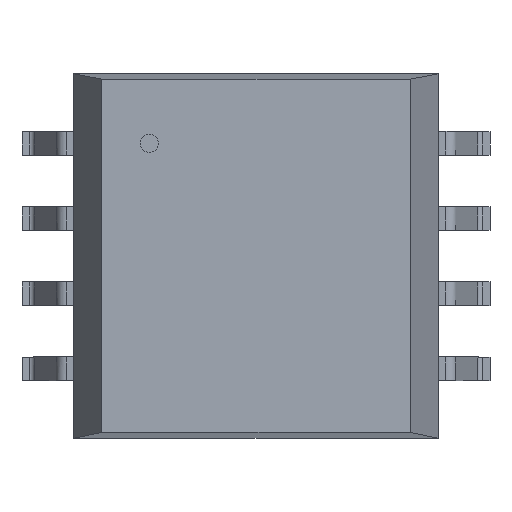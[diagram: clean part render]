
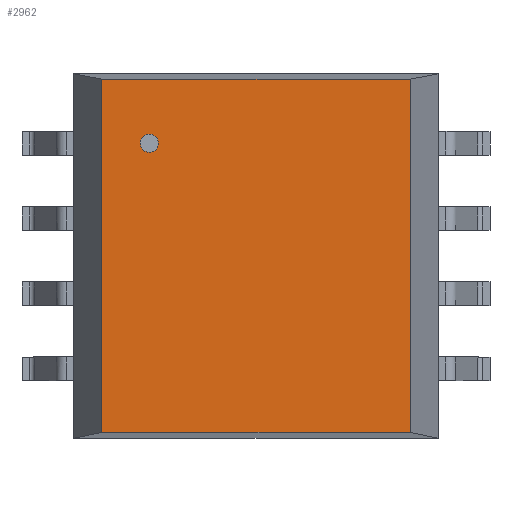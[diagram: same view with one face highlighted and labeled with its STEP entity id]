
A CAD part, top view. The second image highlights one B-rep face of the part: STEP entity #2962.
In plain terms, the highlighted planar face has unit normal (0, 0, 1).
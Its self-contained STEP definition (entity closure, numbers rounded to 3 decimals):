
#18 = CARTESIAN_POINT ( 'NONE',  ( 2.536, 8.725, 9.398 ) ) ;
#25 = EDGE_LOOP ( 'NONE', ( #274, #3796, #4120, #39 ) ) ;
#39 = ORIENTED_EDGE ( 'NONE', *, *, #4227, .F. ) ;
#274 = ORIENTED_EDGE ( 'NONE', *, *, #2753, .F. ) ;
#374 = CARTESIAN_POINT ( 'NONE',  ( 7.607, 8.725, 9.398 ) ) ;
#456 = AXIS2_PLACEMENT_3D ( 'NONE', #939, #3644, #1609 ) ;
#461 = B_SPLINE_CURVE_WITH_KNOTS ( 'NONE', 3,
 ( #2495, #2144, #2832, #805 ),
 .UNSPECIFIED., .F., .F.,
 ( 4, 4 ),
 ( 0., 1. ),
 .UNSPECIFIED. ) ;
#480 = CARTESIAN_POINT ( 'NONE',  ( 7.607, -8.725, 9.398 ) ) ;
#614 = CARTESIAN_POINT ( 'NONE',  ( -7.607, -2.908, 9.398 ) ) ;
#622 = CARTESIAN_POINT ( 'NONE',  ( -7.607, -8.725, 9.398 ) ) ;
#718 = CARTESIAN_POINT ( 'NONE',  ( 7.607, -2.908, 9.398 ) ) ;
#805 = CARTESIAN_POINT ( 'NONE',  ( -7.607, -8.725, 9.398 ) ) ;
#870 = B_SPLINE_CURVE_WITH_KNOTS ( 'NONE', 3,
 ( #374, #3728, #718, #3088 ),
 .UNSPECIFIED., .F., .F.,
 ( 4, 4 ),
 ( 0., 1. ),
 .UNSPECIFIED. ) ;
#939 = CARTESIAN_POINT ( 'NONE',  ( -7.607, -8.725, 9.398 ) ) ;
#965 = CARTESIAN_POINT ( 'NONE',  ( -7.607, 2.908, 9.398 ) ) ;
#1017 = EDGE_CURVE ( 'NONE', #4328, #2259, #461, .T. ) ;
#1265 = PLANE ( 'NONE',  #456 ) ;
#1357 = CARTESIAN_POINT ( 'NONE',  ( -7.607, 8.725, 9.398 ) ) ;
#1548 = CARTESIAN_POINT ( 'NONE',  ( -7.607, 8.725, 9.398 ) ) ;
#1609 = DIRECTION ( 'NONE',  ( 1., 0., 0. ) ) ;
#1612 = VERTEX_POINT ( 'NONE', #1548 ) ;
#1685 = CARTESIAN_POINT ( 'NONE',  ( -2.536, 8.725, 9.398 ) ) ;
#1772 = B_SPLINE_CURVE_WITH_KNOTS ( 'NONE', 3,
 ( #622, #614, #965, #3326 ),
 .UNSPECIFIED., .F., .F.,
 ( 4, 4 ),
 ( 0., 1. ),
 .UNSPECIFIED. ) ;
#2144 = CARTESIAN_POINT ( 'NONE',  ( 2.536, -8.725, 9.398 ) ) ;
#2259 = VERTEX_POINT ( 'NONE', #3237 ) ;
#2388 = CARTESIAN_POINT ( 'NONE',  ( 7.607, 8.725, 9.398 ) ) ;
#2495 = CARTESIAN_POINT ( 'NONE',  ( 7.607, -8.725, 9.398 ) ) ;
#2753 = EDGE_CURVE ( 'NONE', #1612, #3031, #4045, .T. ) ;
#2811 = FACE_OUTER_BOUND ( 'NONE', #25, .T. ) ;
#2832 = CARTESIAN_POINT ( 'NONE',  ( -2.536, -8.725, 9.398 ) ) ;
#2962 = ADVANCED_FACE ( 'NONE', ( #2811 ), #1265, .T. ) ;
#3031 = VERTEX_POINT ( 'NONE', #4009 ) ;
#3088 = CARTESIAN_POINT ( 'NONE',  ( 7.607, -8.725, 9.398 ) ) ;
#3237 = CARTESIAN_POINT ( 'NONE',  ( -7.607, -8.725, 9.398 ) ) ;
#3326 = CARTESIAN_POINT ( 'NONE',  ( -7.607, 8.725, 9.398 ) ) ;
#3644 = DIRECTION ( 'NONE',  ( 0., 0., 1. ) ) ;
#3728 = CARTESIAN_POINT ( 'NONE',  ( 7.607, 2.908, 9.398 ) ) ;
#3747 = EDGE_CURVE ( 'NONE', #2259, #1612, #1772, .T. ) ;
#3796 = ORIENTED_EDGE ( 'NONE', *, *, #3747, .F. ) ;
#4009 = CARTESIAN_POINT ( 'NONE',  ( 7.607, 8.725, 9.398 ) ) ;
#4045 = B_SPLINE_CURVE_WITH_KNOTS ( 'NONE', 3,
 ( #1357, #1685, #18, #2388 ),
 .UNSPECIFIED., .F., .F.,
 ( 4, 4 ),
 ( 0., 1. ),
 .UNSPECIFIED. ) ;
#4120 = ORIENTED_EDGE ( 'NONE', *, *, #1017, .F. ) ;
#4227 = EDGE_CURVE ( 'NONE', #3031, #4328, #870, .T. ) ;
#4328 = VERTEX_POINT ( 'NONE', #480 ) ;
